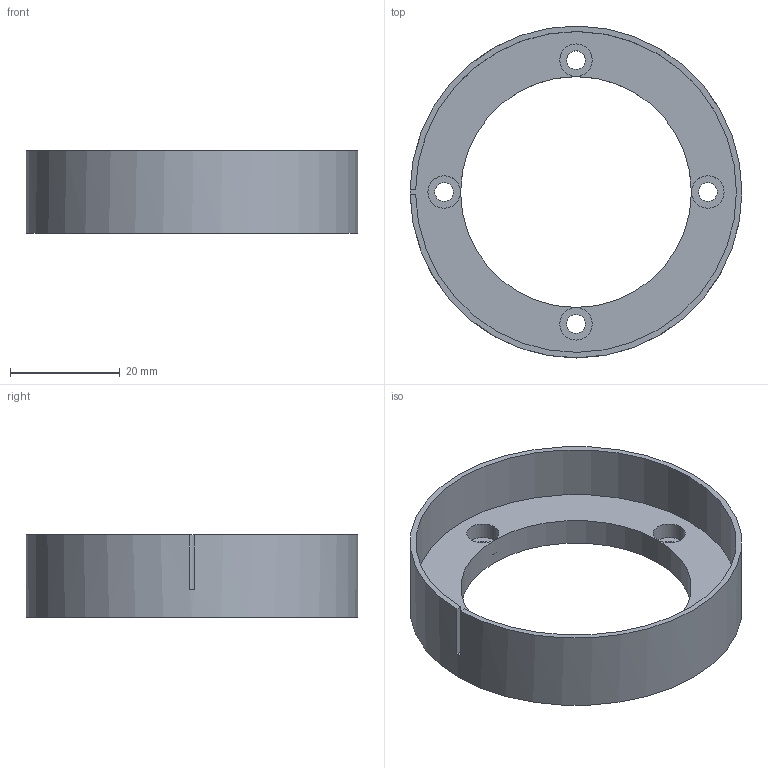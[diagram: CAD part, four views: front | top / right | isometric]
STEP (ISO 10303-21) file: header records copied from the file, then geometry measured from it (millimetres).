
FILE_DESCRIPTION(('FreeCAD Model'),'2;1');
FILE_NAME('Art4Optodisk.step', '2017-08-17T10:19:32',('Author'),(''), 'Open CASCADE STEP processor 6.8','FreeCAD','Unknown');
FILE_SCHEMA(('AUTOMOTIVE_DESIGN_CC2 { 1 2 10303 214 -1 1 5 4 }'));
Length unit declared in the file: millimetre
Products named in the file (2): ASSEMBLY; Art4Optodisk
Assembly tree (1 placements, depth 2):
  ASSEMBLY
    Art4Optodisk
Bounding box: 60.4 x 60.4 x 15 mm (x, y, z)
Volume: 8854.5 mm3; surface area: 8535.6 mm2
Topology: 1 solids, 1 shells, 20 faces, 46 edges, 32 vertices
Faces by surface type: cylinder 11, plane 9
Full cylindrical faces by diameter (mm): 3.4 x4, 5.9 x4, 42 x1, 60.4 x1
Entity records: 1399 total; most frequent: CARTESIAN_POINT 406, DIRECTION 184, ORIENTED_EDGE 92, PCURVE 92, DEFINITIONAL_REPRESENTATION 92, LINE 66, VECTOR 66, AXIS2_PLACEMENT_3D 50
